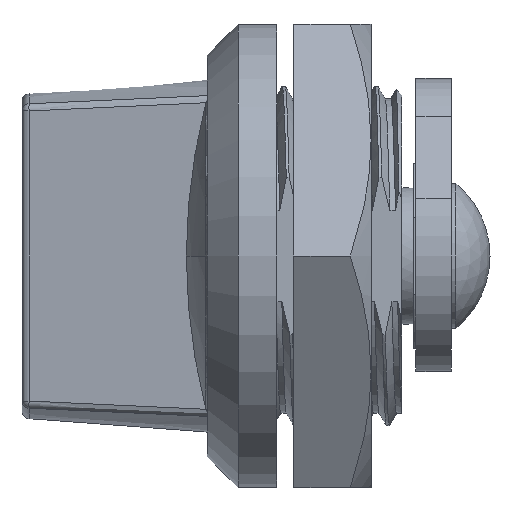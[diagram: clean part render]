
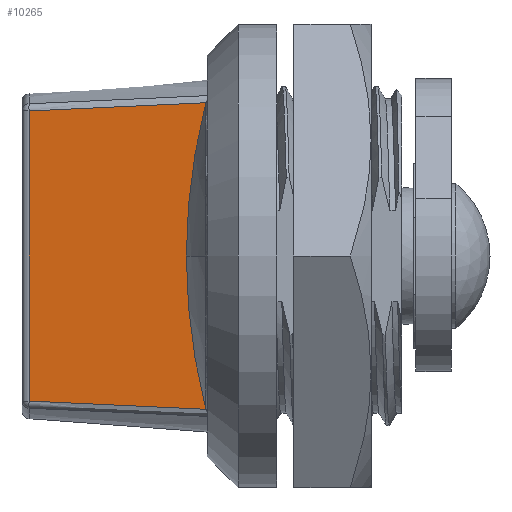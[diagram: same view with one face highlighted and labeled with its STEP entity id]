
A CAD part, front view. The second image highlights one B-rep face of the part: STEP entity #10265.
In plain terms, the highlighted planar face has unit normal (-0.083, -0.997, 0).
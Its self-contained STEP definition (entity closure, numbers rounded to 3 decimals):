
#237 = EDGE_CURVE ( 'NONE', #26202, #1519, #25497, .T. ) ;
#419 = CARTESIAN_POINT ( 'NONE',  ( -0.079, -4.993, -9.925 ) ) ;
#1027 = DIRECTION ( 'NONE',  ( -0.083, -0.997, 0. ) ) ;
#1519 = VERTEX_POINT ( 'NONE', #3747 ) ;
#1641 = CARTESIAN_POINT ( 'NONE',  ( -11.542, -4.038, 9.391 ) ) ;
#2200 = CARTESIAN_POINT ( 'NONE',  ( 37.663, -8.139, 0. ) ) ;
#2614 = CARTESIAN_POINT ( 'NONE',  ( -0.106, -4.991, 9.845 ) ) ;
#3556 = EDGE_CURVE ( 'NONE', #18685, #17445, #16916, .T. ) ;
#3727 = CARTESIAN_POINT ( 'NONE',  ( -4.005, -4.666, 9.75 ) ) ;
#3747 = CARTESIAN_POINT ( 'NONE',  ( -1.359, -4.887, 0. ) ) ;
#3759 = AXIS2_PLACEMENT_3D ( 'NONE', #2200, #17307, #4370 ) ;
#4370 = DIRECTION ( 'NONE',  ( 0.997, -0.083, 0. ) ) ;
#5350 = VERTEX_POINT ( 'NONE', #26799 ) ;
#5717 = DIRECTION ( 'NONE',  ( 0.083, 0.997, 0. ) ) ;
#6249 = EDGE_CURVE ( 'NONE', #1519, #19052, #23726, .T. ) ;
#7558 = ORIENTED_EDGE ( 'NONE', *, *, #21649, .T. ) ;
#8223 = ORIENTED_EDGE ( 'NONE', *, *, #17636, .T. ) ;
#9620 = CARTESIAN_POINT ( 'NONE',  ( -11.542, -4.038, -9.391 ) ) ;
#10007 = CARTESIAN_POINT ( 'NONE',  ( -0.099, -4.992, 9.872 ) ) ;
#10120 = LINE ( 'NONE', #26784, #26027 ) ;
#10179 = CARTESIAN_POINT ( 'NONE',  ( -0.106, -4.991, -9.845 ) ) ;
#10202 =( BOUNDED_CURVE ( )  B_SPLINE_CURVE ( 3, ( #24973, #3727, #14576, #1641 ),
 .UNSPECIFIED., .F., .F. ) 
 B_SPLINE_CURVE_WITH_KNOTS ( ( 4, 4 ),
 ( 2.458, 2.501 ),
 .UNSPECIFIED. ) 
 CURVE ( )  GEOMETRIC_REPRESENTATION_ITEM ( )  RATIONAL_B_SPLINE_CURVE ( ( 1., 1., 1., 1. ) ) 
 REPRESENTATION_ITEM ( '' )  );
#10265 = ADVANCED_FACE ( 'NONE', ( #23629 ), #22563, .T. ) ;
#11421 = B_SPLINE_CURVE_WITH_KNOTS ( 'NONE', 3,
 ( #419, #21869, #26241, #13271 ),
 .UNSPECIFIED., .F., .F.,
 ( 4, 4 ),
 ( 0., 0. ),
 .UNSPECIFIED. ) ;
#11446 = CARTESIAN_POINT ( 'NONE',  ( -0.079, -4.993, -9.925 ) ) ;
#11707 = ORIENTED_EDGE ( 'NONE', *, *, #16573, .T. ) ;
#11788 = B_SPLINE_CURVE_WITH_KNOTS ( 'NONE', 3,
 ( #22975, #10007, #18703, #22686 ),
 .UNSPECIFIED., .F., .F.,
 ( 4, 4 ),
 ( 0., 0. ),
 .UNSPECIFIED. ) ;
#13271 = CARTESIAN_POINT ( 'NONE',  ( -0.106, -4.991, -9.845 ) ) ;
#13600 = ORIENTED_EDGE ( 'NONE', *, *, #18923, .T. ) ;
#13774 = EDGE_LOOP ( 'NONE', ( #8223, #25897, #13600, #25204, #22353, #7558, #11707 ) ) ;
#14576 = CARTESIAN_POINT ( 'NONE',  ( -7.827, -4.348, 9.572 ) ) ;
#16127 = DIRECTION ( 'NONE',  ( 0.997, -0.083, 0. ) ) ;
#16573 = EDGE_CURVE ( 'NONE', #5350, #22160, #10202, .T. ) ;
#16916 =( BOUNDED_CURVE ( )  B_SPLINE_CURVE ( 3, ( #9620, #22578, #20395, #24770 ),
 .UNSPECIFIED., .F., .F. ) 
 B_SPLINE_CURVE_WITH_KNOTS ( ( 4, 4 ),
 ( 3.782, 3.825 ),
 .UNSPECIFIED. ) 
 CURVE ( )  GEOMETRIC_REPRESENTATION_ITEM ( )  RATIONAL_B_SPLINE_CURVE ( ( 1., 1., 1., 1. ) ) 
 REPRESENTATION_ITEM ( '' )  );
#17307 = DIRECTION ( 'NONE',  ( 0.083, 0.997, 0. ) ) ;
#17445 = VERTEX_POINT ( 'NONE', #11446 ) ;
#17636 = EDGE_CURVE ( 'NONE', #22160, #18685, #10120, .T. ) ;
#18651 = CARTESIAN_POINT ( 'NONE',  ( 37.663, -8.139, 0. ) ) ;
#18685 = VERTEX_POINT ( 'NONE', #21765 ) ;
#18703 = CARTESIAN_POINT ( 'NONE',  ( -0.09, -4.993, 9.899 ) ) ;
#18923 = EDGE_CURVE ( 'NONE', #17445, #26202, #11421, .T. ) ;
#19052 = VERTEX_POINT ( 'NONE', #2614 ) ;
#20395 = CARTESIAN_POINT ( 'NONE',  ( -4.005, -4.666, -9.75 ) ) ;
#20823 = DIRECTION ( 'NONE',  ( 0.997, -0.083, 0. ) ) ;
#21649 = EDGE_CURVE ( 'NONE', #19052, #5350, #11788, .T. ) ;
#21765 = CARTESIAN_POINT ( 'NONE',  ( -11.542, -4.038, -9.391 ) ) ;
#21869 = CARTESIAN_POINT ( 'NONE',  ( -0.09, -4.993, -9.899 ) ) ;
#22160 = VERTEX_POINT ( 'NONE', #23342 ) ;
#22353 = ORIENTED_EDGE ( 'NONE', *, *, #6249, .T. ) ;
#22563 = PLANE ( 'NONE',  #27065 ) ;
#22578 = CARTESIAN_POINT ( 'NONE',  ( -7.827, -4.348, -9.572 ) ) ;
#22686 = CARTESIAN_POINT ( 'NONE',  ( -0.079, -4.993, 9.925 ) ) ;
#22975 = CARTESIAN_POINT ( 'NONE',  ( -0.106, -4.991, 9.845 ) ) ;
#23342 = CARTESIAN_POINT ( 'NONE',  ( -11.542, -4.038, 9.391 ) ) ;
#23629 = FACE_OUTER_BOUND ( 'NONE', #13774, .T. ) ;
#23726 = CIRCLE ( 'NONE', #24496, 39.157 ) ;
#24496 = AXIS2_PLACEMENT_3D ( 'NONE', #18651, #5717, #20823 ) ;
#24614 = DIRECTION ( 'NONE',  ( 0., 0., -1. ) ) ;
#24770 = CARTESIAN_POINT ( 'NONE',  ( -0.079, -4.993, -9.925 ) ) ;
#24973 = CARTESIAN_POINT ( 'NONE',  ( -0.079, -4.993, 9.925 ) ) ;
#25204 = ORIENTED_EDGE ( 'NONE', *, *, #237, .T. ) ;
#25497 = CIRCLE ( 'NONE', #3759, 39.157 ) ;
#25897 = ORIENTED_EDGE ( 'NONE', *, *, #3556, .T. ) ;
#26027 = VECTOR ( 'NONE', #24614, 1000. ) ;
#26202 = VERTEX_POINT ( 'NONE', #10179 ) ;
#26241 = CARTESIAN_POINT ( 'NONE',  ( -0.099, -4.992, -9.872 ) ) ;
#26784 = CARTESIAN_POINT ( 'NONE',  ( -11.542, -4.038, -9.708 ) ) ;
#26799 = CARTESIAN_POINT ( 'NONE',  ( -0.079, -4.993, 9.925 ) ) ;
#26932 = CARTESIAN_POINT ( 'NONE',  ( -12., -4., -201000. ) ) ;
#27065 = AXIS2_PLACEMENT_3D ( 'NONE', #26932, #1027, #16127 ) ;
